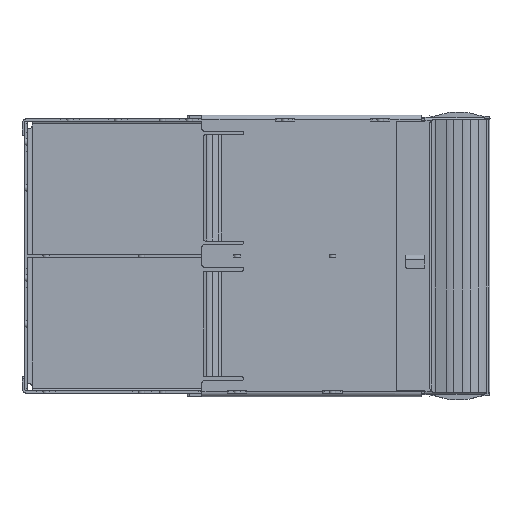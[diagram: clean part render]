
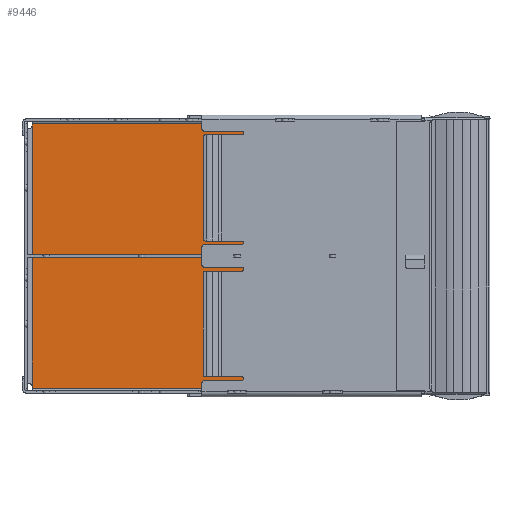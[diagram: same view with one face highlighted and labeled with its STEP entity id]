
A CAD part, top view. The second image highlights one B-rep face of the part: STEP entity #9446.
In plain terms, the highlighted planar face has unit normal (0, 0, 1).
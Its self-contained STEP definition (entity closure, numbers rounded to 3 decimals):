
#138=DIRECTION('',(0.,-1.,0.));
#139=VECTOR('',#138,13.75);
#140=CARTESIAN_POINT('',(7.075,21.6,-12.52));
#141=LINE('',#140,#139);
#2124=DIRECTION('',(-1.,0.,0.));
#2125=VECTOR('',#2124,37.844);
#2126=CARTESIAN_POINT('',(-3.056,21.85,-12.52));
#2127=LINE('',#2126,#2125);
#2133=DIRECTION('',(-1.,0.,0.));
#2134=VECTOR('',#2133,10.121);
#2135=CARTESIAN_POINT('',(7.075,21.85,-12.52));
#2136=LINE('',#2135,#2134);
#2137=DIRECTION('',(1.,0.,0.));
#2138=VECTOR('',#2137,10.121);
#2139=CARTESIAN_POINT('',(-3.046,21.6,-12.52));
#2140=LINE('',#2139,#2138);
#2146=DIRECTION('',(1.,0.,0.));
#2147=VECTOR('',#2146,37.844);
#2148=CARTESIAN_POINT('',(-40.9,21.6,-12.52));
#2149=LINE('',#2148,#2147);
#2181=DIRECTION('',(0.,-1.,0.));
#2182=VECTOR('',#2181,0.25);
#2183=CARTESIAN_POINT('',(-40.9,35.6,-12.52));
#2184=LINE('',#2183,#2182);
#2185=DIRECTION('',(0.,1.,0.));
#2186=VECTOR('',#2185,13.75);
#2187=CARTESIAN_POINT('',(7.075,21.85,-12.52));
#2188=LINE('',#2187,#2186);
#2193=DIRECTION('',(0.,1.,0.));
#2194=VECTOR('',#2193,13.5);
#2195=CARTESIAN_POINT('',(-40.9,21.85,-12.52));
#2196=LINE('',#2195,#2194);
#2989=DIRECTION('',(0.,1.,0.));
#2990=VECTOR('',#2989,13.5);
#2991=CARTESIAN_POINT('',(-40.9,8.1,-12.52));
#2992=LINE('',#2991,#2990);
#3024=DIRECTION('',(0.,1.,0.));
#3025=VECTOR('',#3024,0.25);
#3026=CARTESIAN_POINT('',(-40.9,7.85,-12.52));
#3027=LINE('',#3026,#3025);
#3038=DIRECTION('',(-1.,0.,0.));
#3039=VECTOR('',#3038,47.975);
#3040=CARTESIAN_POINT('',(7.075,7.85,-12.52));
#3041=LINE('',#3040,#3039);
#4443=DIRECTION('',(1.,0.,0.));
#4444=VECTOR('',#4443,47.975);
#4445=CARTESIAN_POINT('',(-40.9,35.6,-12.52));
#4446=LINE('',#4445,#4444);
#4511=DIRECTION('',(0.,1.,0.));
#4512=VECTOR('',#4511,0.25);
#4513=CARTESIAN_POINT('',(-3.056,21.6,-12.52));
#4514=LINE('',#4513,#4512);
#4515=DIRECTION('',(0.,-1.,0.));
#4516=VECTOR('',#4515,0.25);
#4517=CARTESIAN_POINT('',(-3.046,21.85,-12.52));
#4518=LINE('',#4517,#4516);
#5272=CARTESIAN_POINT('',(-40.9,35.35,-12.52));
#5273=VERTEX_POINT('',#5272);
#5280=CARTESIAN_POINT('',(-40.9,35.6,-12.52));
#5281=VERTEX_POINT('',#5280);
#5907=CARTESIAN_POINT('',(-40.9,21.6,-12.52));
#5908=VERTEX_POINT('',#5907);
#5909=CARTESIAN_POINT('',(-40.9,8.1,-12.52));
#5910=VERTEX_POINT('',#5909);
#5911=CARTESIAN_POINT('',(-40.9,7.85,-12.52));
#5912=VERTEX_POINT('',#5911);
#6387=CARTESIAN_POINT('',(-40.9,21.85,-12.52));
#6388=VERTEX_POINT('',#6387);
#6599=CARTESIAN_POINT('',(7.075,35.6,-12.52));
#6600=VERTEX_POINT('',#6599);
#6601=CARTESIAN_POINT('',(7.075,21.85,-12.52));
#6602=VERTEX_POINT('',#6601);
#6603=CARTESIAN_POINT('',(-3.046,21.85,-12.52));
#6604=VERTEX_POINT('',#6603);
#6605=CARTESIAN_POINT('',(-3.046,21.6,-12.52));
#6606=VERTEX_POINT('',#6605);
#6607=CARTESIAN_POINT('',(7.075,21.6,-12.52));
#6608=VERTEX_POINT('',#6607);
#6609=CARTESIAN_POINT('',(7.075,7.85,-12.52));
#6610=VERTEX_POINT('',#6609);
#6611=CARTESIAN_POINT('',(-3.056,21.6,-12.52));
#6612=VERTEX_POINT('',#6611);
#6613=CARTESIAN_POINT('',(-3.056,21.85,-12.52));
#6614=VERTEX_POINT('',#6613);
#9417=CARTESIAN_POINT('',(0.724,7.465,-12.52));
#9418=DIRECTION('',(0.,0.,-1.));
#9419=DIRECTION('',(-1.,0.,0.));
#9420=AXIS2_PLACEMENT_3D('',#9417,#9418,#9419);
#9421=PLANE('',#9420);
#9423=ORIENTED_EDGE('',*,*,#9422,.T.);
#9425=ORIENTED_EDGE('',*,*,#9424,.F.);
#9427=ORIENTED_EDGE('',*,*,#9426,.T.);
#9428=ORIENTED_EDGE('',*,*,#7054,.F.);
#9429=ORIENTED_EDGE('',*,*,#9359,.T.);
#9431=ORIENTED_EDGE('',*,*,#9430,.T.);
#9432=ORIENTED_EDGE('',*,*,#9383,.T.);
#9433=ORIENTED_EDGE('',*,*,#7068,.T.);
#9435=ORIENTED_EDGE('',*,*,#9434,.T.);
#9437=ORIENTED_EDGE('',*,*,#9436,.T.);
#9439=ORIENTED_EDGE('',*,*,#9438,.T.);
#9440=ORIENTED_EDGE('',*,*,#9387,.T.);
#9442=ORIENTED_EDGE('',*,*,#9441,.T.);
#9443=ORIENTED_EDGE('',*,*,#9355,.T.);
#9444=EDGE_LOOP('',(#9423,#9425,#9427,#9428,#9429,#9431,#9432,#9433,#9435,#9437,
#9439,#9440,#9442,#9443));
#9445=FACE_OUTER_BOUND('',#9444,.F.);
#9446=ADVANCED_FACE('',(#9445),#9421,.F.);
#7054=EDGE_CURVE('',#6602,#6600,#2188,.T.);
#7068=EDGE_CURVE('',#6608,#6610,#141,.T.);
#9355=EDGE_CURVE('',#6614,#6388,#2127,.T.);
#9359=EDGE_CURVE('',#6602,#6604,#2136,.T.);
#9383=EDGE_CURVE('',#6606,#6608,#2140,.T.);
#9387=EDGE_CURVE('',#5908,#6612,#2149,.T.);
#9422=EDGE_CURVE('',#6388,#5273,#2196,.T.);
#9424=EDGE_CURVE('',#5281,#5273,#2184,.T.);
#9426=EDGE_CURVE('',#5281,#6600,#4446,.T.);
#9430=EDGE_CURVE('',#6604,#6606,#4518,.T.);
#9434=EDGE_CURVE('',#6610,#5912,#3041,.T.);
#9436=EDGE_CURVE('',#5912,#5910,#3027,.T.);
#9438=EDGE_CURVE('',#5910,#5908,#2992,.T.);
#9441=EDGE_CURVE('',#6612,#6614,#4514,.T.);
